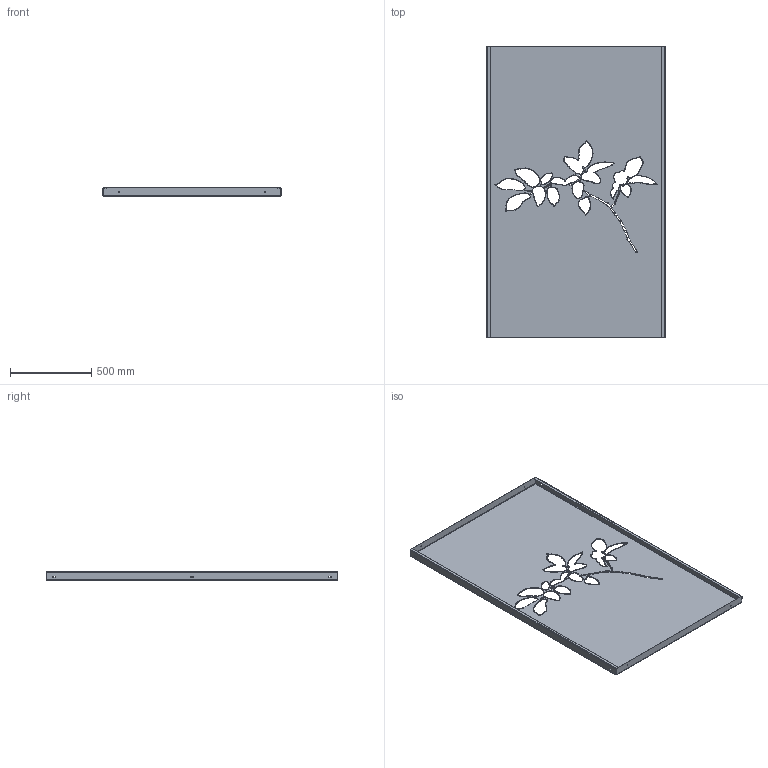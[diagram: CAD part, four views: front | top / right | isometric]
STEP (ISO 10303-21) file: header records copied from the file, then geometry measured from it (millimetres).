
FILE_DESCRIPTION (( 'STEP AP203' ), '1' );
FILE_NAME ('CPN10.STEP', '2019-09-26T15:04:48', ( '' ), ( '' ), 'SwSTEP 2.0', 'SolidWorks 2019', '' );
FILE_SCHEMA (( 'CONFIG_CONTROL_DESIGN' ));
Products named in the file (1): CPN10
Bounding box: 1100 x 1800 x 50 mm (x, y, z)
Volume: 4357708.9 mm3; surface area: 4388428.4 mm2
Topology: 1 solids, 1 shells, 3509 faces, 10473 edges, 6966 vertices
Faces by surface type: bspline 2921, plane 433, cylinder 155
Entity records: 134210 total; most frequent: CARTESIAN_POINT 59764, ORIENTED_EDGE 20946, EDGE_CURVE 10473, VERTEX_POINT 6966, DIRECTION 6101, B_SPLINE_CURVE_WITH_KNOTS 5844, VECTOR 4335, LINE 4335
